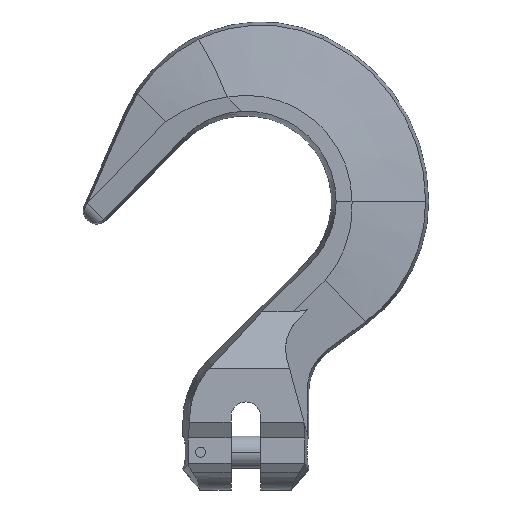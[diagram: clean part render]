
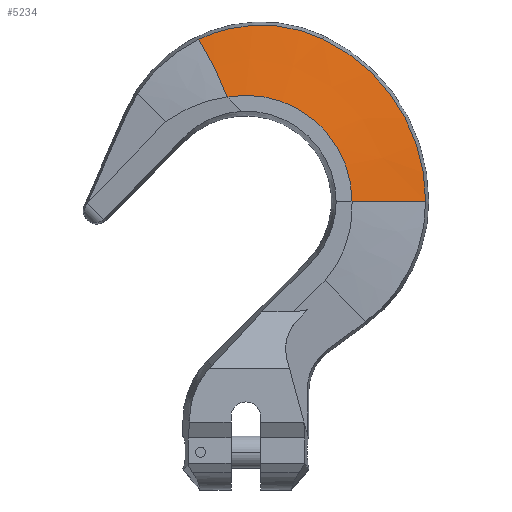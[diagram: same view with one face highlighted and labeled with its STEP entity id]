
A CAD part, front view. The second image highlights one B-rep face of the part: STEP entity #5234.
In plain terms, the highlighted conical face has half-angle 81.14 degrees and reference radius 85.227 mm.
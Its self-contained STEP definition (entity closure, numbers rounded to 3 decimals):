
#130=CARTESIAN_POINT('',(0.,-13.159,149.526));
#131=DIRECTION('',(0.,-1.,0.));
#132=DIRECTION('',(1.,0.,0.));
#133=AXIS2_PLACEMENT_3D('',#130,#131,#132);
#1562=CARTESIAN_POINT('',(45.922,-13.157,246.338));
#1563=CARTESIAN_POINT('',(42.081,-13.157,248.16));
#1564=CARTESIAN_POINT('',(34.127,-13.177,251.232));
#1565=CARTESIAN_POINT('',(21.646,-13.265,254.021));
#1566=CARTESIAN_POINT('',(8.89,-13.411,254.931));
#1567=CARTESIAN_POINT('',(-3.86,-13.612,
253.94));
#1568=CARTESIAN_POINT('',(-16.321,-13.868,
251.071));
#1569=CARTESIAN_POINT('',(-24.253,-14.072,
247.949));
#1570=CARTESIAN_POINT('',(-28.082,-14.182,
246.102));
#1589=DIRECTION('',(-0.988,-0.154,0.));
#1590=VECTOR('',#1589,44.402);
#1591=CARTESIAN_POINT('',(107.15,-13.16,149.5));
#1592=LINE('',#1591,#1590);
#1593=CARTESIAN_POINT('',(0.,-20.,149.5));
#1594=DIRECTION('',(0.,-1.,0.));
#1595=DIRECTION('',(1.,0.,0.));
#1596=AXIS2_PLACEMENT_3D('',#1593,#1594,#1595);
#1598=CARTESIAN_POINT('',(-11.265,-20.,211.767));
#1599=CARTESIAN_POINT('',(-12.716,-19.365,
215.643));
#1600=CARTESIAN_POINT('',(-15.889,-18.088,
223.372));
#1601=CARTESIAN_POINT('',(-21.506,-16.147,
234.843));
#1602=CARTESIAN_POINT('',(-25.798,-14.84,
242.373));
#1603=CARTESIAN_POINT('',(-28.082,-14.182,
246.102));
#3227=CARTESIAN_POINT('',(107.151,-13.159,149.5));
#3228=CARTESIAN_POINT('',(45.922,-13.159,246.338));
#3229=VERTEX_POINT('',#3227);
#3230=VERTEX_POINT('',#3228);
#3443=VERTEX_POINT('',#1570);
#3445=CARTESIAN_POINT('',(63.278,-20.,149.5));
#3446=CARTESIAN_POINT('',(-11.268,-20.,211.767));
#3447=VERTEX_POINT('',#3445);
#3448=VERTEX_POINT('',#3446);
#5219=CARTESIAN_POINT('',(0.,-16.579,149.5));
#5220=DIRECTION('',(0.,1.,0.));
#5221=DIRECTION('',(1.,0.,0.));
#5222=AXIS2_PLACEMENT_3D('',#5219,#5220,#5221);
#5223=CONICAL_SURFACE('',#5222,85.227,81.14);
#5225=ORIENTED_EDGE('',*,*,#5224,.T.);
#5227=ORIENTED_EDGE('',*,*,#5226,.T.);
#5229=ORIENTED_EDGE('',*,*,#5228,.T.);
#5230=ORIENTED_EDGE('',*,*,#5208,.F.);
#5231=ORIENTED_EDGE('',*,*,#4140,.F.);
#5232=EDGE_LOOP('',(#5225,#5227,#5229,#5230,#5231));
#5233=FACE_OUTER_BOUND('',#5232,.F.);
#5234=ADVANCED_FACE('',(#5233),#5223,.T.);
#134=CIRCLE('',#133,107.151);
#1571=B_SPLINE_CURVE_WITH_KNOTS('',3,(#1562,#1563,#1564,#1565,#1566,#1567,#1568,
#1569,#1570),.UNSPECIFIED.,.F.,.F.,(4,1,1,1,1,1,4),(0.,0.167,
0.333,0.5,0.667,0.833,1.),
.UNSPECIFIED.);
#1597=CIRCLE('',#1596,63.278);
#1604=B_SPLINE_CURVE_WITH_KNOTS('',3,(#1598,#1599,#1600,#1601,#1602,#1603),
.UNSPECIFIED.,.F.,.F.,(4,1,1,4),(0.,0.333,0.667,1.),
.UNSPECIFIED.);
#4140=EDGE_CURVE('',#3229,#3230,#134,.T.);
#5208=EDGE_CURVE('',#3230,#3443,#1571,.T.);
#5224=EDGE_CURVE('',#3229,#3447,#1592,.T.);
#5226=EDGE_CURVE('',#3447,#3448,#1597,.T.);
#5228=EDGE_CURVE('',#3448,#3443,#1604,.T.);
